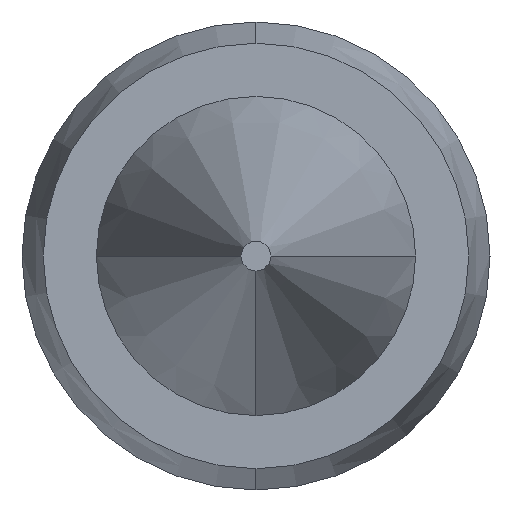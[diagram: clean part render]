
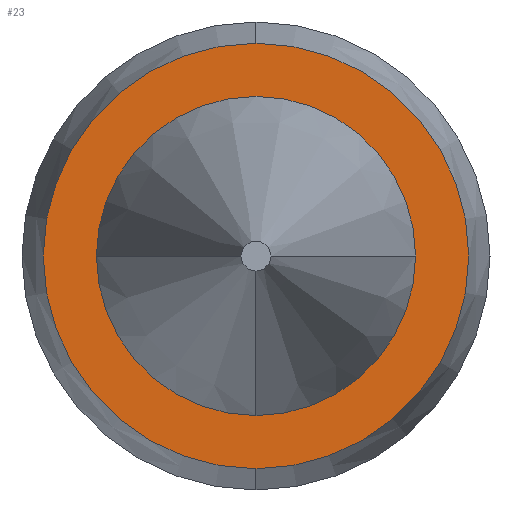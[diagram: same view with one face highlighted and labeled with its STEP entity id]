
A CAD part, left-side view. The second image highlights one B-rep face of the part: STEP entity #23.
In plain terms, the highlighted planar face has unit normal (-1, 0, 0).
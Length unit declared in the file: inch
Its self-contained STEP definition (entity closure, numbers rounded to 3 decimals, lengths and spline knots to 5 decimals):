
#23 = ADVANCED_FACE ( 'NONE', ( #120, #116 ), #257, .F. ) ;
#26 = AXIS2_PLACEMENT_3D ( 'NONE', #263, #262, #260 ) ;
#30 = AXIS2_PLACEMENT_3D ( 'NONE', #280, #279, #278 ) ;
#40 = AXIS2_PLACEMENT_3D ( 'NONE', #95, #92, #93 ) ;
#41 = AXIS2_PLACEMENT_3D ( 'NONE', #358, #356, #313 ) ;
#55 = CIRCLE ( 'NONE', #466, 0.014 ) ;
#75 = CIRCLE ( 'NONE', #26, 0.0105 ) ;
#77 = CIRCLE ( 'NONE', #40, 0.014 ) ;
#81 = CIRCLE ( 'NONE', #41, 0.0105 ) ;
#89 = CIRCLE ( 'NONE', #30, 0.0105 ) ;
#92 = DIRECTION ( 'NONE',  ( -1., 0., 0. ) ) ;
#93 = DIRECTION ( 'NONE',  ( 0., 0., 1. ) ) ;
#95 = CARTESIAN_POINT ( 'NONE',  ( 0.272, 0., 0. ) ) ;
#116 = FACE_OUTER_BOUND ( 'NONE', #163, .T. ) ;
#120 = FACE_BOUND ( 'NONE', #168, .T. ) ;
#163 = EDGE_LOOP ( 'NONE', ( #190, #196 ) ) ;
#168 = EDGE_LOOP ( 'NONE', ( #187, #215, #198 ) ) ;
#187 = ORIENTED_EDGE ( 'NONE', *, *, #481, .F. ) ;
#190 = ORIENTED_EDGE ( 'NONE', *, *, #490, .T. ) ;
#195 = VERTEX_POINT ( 'NONE', #403 ) ;
#196 = ORIENTED_EDGE ( 'NONE', *, *, #477, .T. ) ;
#198 = ORIENTED_EDGE ( 'NONE', *, *, #486, .F. ) ;
#209 = VERTEX_POINT ( 'NONE', #410 ) ;
#215 = ORIENTED_EDGE ( 'NONE', *, *, #483, .F. ) ;
#241 = VERTEX_POINT ( 'NONE', #397 ) ;
#242 = VERTEX_POINT ( 'NONE', #398 ) ;
#243 = VERTEX_POINT ( 'NONE', #396 ) ;
#257 = PLANE ( 'NONE',  #488 ) ;
#260 = DIRECTION ( 'NONE',  ( 0., 0., -1. ) ) ;
#262 = DIRECTION ( 'NONE',  ( -1., 0., 0. ) ) ;
#263 = CARTESIAN_POINT ( 'NONE',  ( 0.272, 0., 0. ) ) ;
#278 = DIRECTION ( 'NONE',  ( 0., 0., -1. ) ) ;
#279 = DIRECTION ( 'NONE',  ( -1., 0., 0. ) ) ;
#280 = CARTESIAN_POINT ( 'NONE',  ( 0.272, 0., 0. ) ) ;
#294 = DIRECTION ( 'NONE',  ( 0., 0., 1. ) ) ;
#295 = DIRECTION ( 'NONE',  ( -1., 0., 0. ) ) ;
#296 = CARTESIAN_POINT ( 'NONE',  ( 0.272, 0., 0. ) ) ;
#313 = DIRECTION ( 'NONE',  ( 0., 0., -1. ) ) ;
#356 = DIRECTION ( 'NONE',  ( -1., 0., 0. ) ) ;
#358 = CARTESIAN_POINT ( 'NONE',  ( 0.272, 0., 0. ) ) ;
#396 = CARTESIAN_POINT ( 'NONE',  ( 0.272, 0., -0.0105 ) ) ;
#397 = CARTESIAN_POINT ( 'NONE',  ( 0.272, 0., 0.014 ) ) ;
#398 = CARTESIAN_POINT ( 'NONE',  ( 0.272, -0.0105, 0. ) ) ;
#403 = CARTESIAN_POINT ( 'NONE',  ( 0.272, 0., -0.014 ) ) ;
#410 = CARTESIAN_POINT ( 'NONE',  ( 0.272, 0.0105, 0. ) ) ;
#412 = DIRECTION ( 'NONE',  ( 0., 0., -1. ) ) ;
#413 = DIRECTION ( 'NONE',  ( 1., 0., 0. ) ) ;
#415 = CARTESIAN_POINT ( 'NONE',  ( 0.272, 0.014, 0. ) ) ;
#466 = AXIS2_PLACEMENT_3D ( 'NONE', #296, #295, #294 ) ;
#477 = EDGE_CURVE ( 'NONE', #195, #241, #55, .T. ) ;
#481 = EDGE_CURVE ( 'NONE', #209, #243, #89, .T. ) ;
#483 = EDGE_CURVE ( 'NONE', #242, #209, #75, .T. ) ;
#486 = EDGE_CURVE ( 'NONE', #243, #242, #81, .T. ) ;
#488 = AXIS2_PLACEMENT_3D ( 'NONE', #415, #413, #412 ) ;
#490 = EDGE_CURVE ( 'NONE', #241, #195, #77, .T. ) ;
